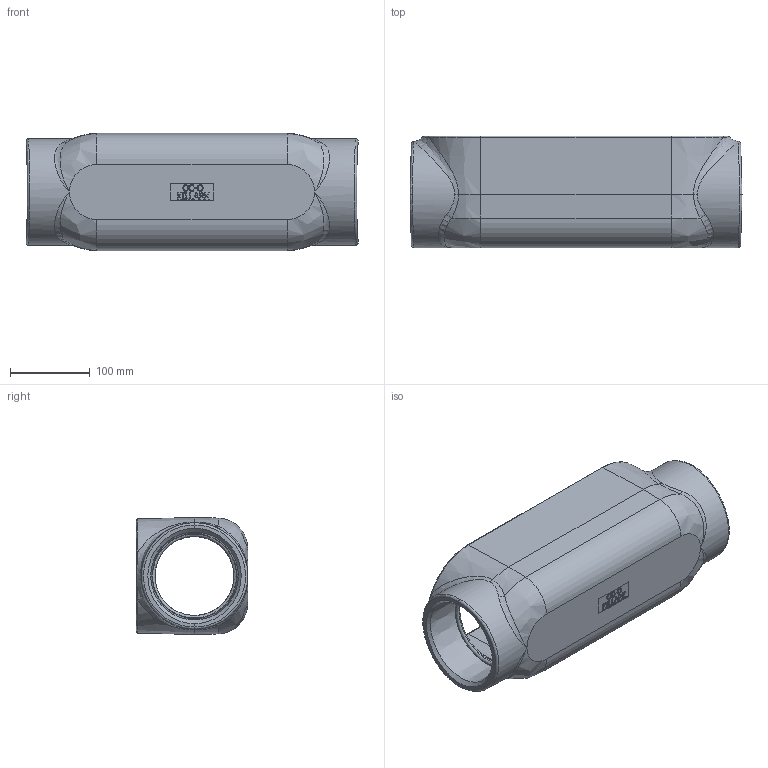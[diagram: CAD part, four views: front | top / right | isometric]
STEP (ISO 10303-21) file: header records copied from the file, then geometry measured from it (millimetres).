
FILE_DESCRIPTION(/* description */ ('OC-0 4" CONDUIT BODY AS CAST'),/* implementation_level */ '2;1');
FILE_NAME(/* name */ 'KIL_OC-0.stp',/* time_stamp */ '2019-11-21T13:16:04+06:00',/* author */ ('mashraf'),/* organization */ (''),/* preprocessor_version */ 'ST-DEVELOPER v16.13',/* originating_system */ 'Autodesk Inventor 2018',/* authorisation */ '');
FILE_SCHEMA (('AUTOMOTIVE_DESIGN { 1 0 10303 214 3 1 1 }'));
Length unit declared in the file: inch
Products named in the file (1): 10792
Bounding box: 415.93 x 139.7 x 146.7 mm (x, y, z)
Volume: 1505829.9 mm3; surface area: 342459.3 mm2
Topology: 1 solids, 1 shells, 1087 faces, 2908 edges, 1904 vertices
Faces by surface type: plane 541, bspline 484, cylinder 34, cone 18, torus 10
Full cylindrical faces by diameter (mm): 1.772 x1, 2.115 x1, 15.526 x1, 19.05 x1, 133.35 x2
Entity records: 40577 total; most frequent: CARTESIAN_POINT 16614, ORIENTED_EDGE 5768, DIRECTION 3366, EDGE_CURVE 2884, VERTEX_POINT 1900, LINE 1766, VECTOR 1766, EDGE_LOOP 1192
